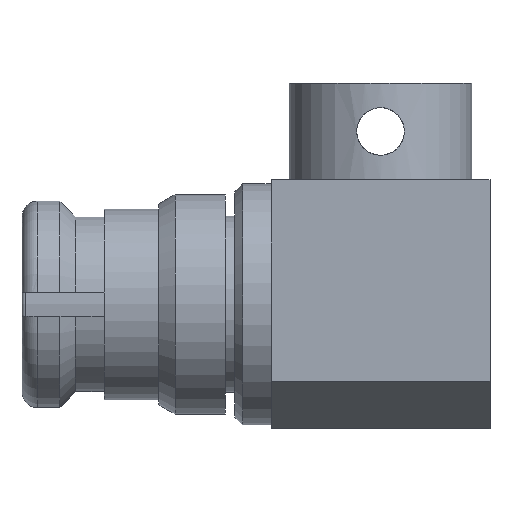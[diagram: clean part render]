
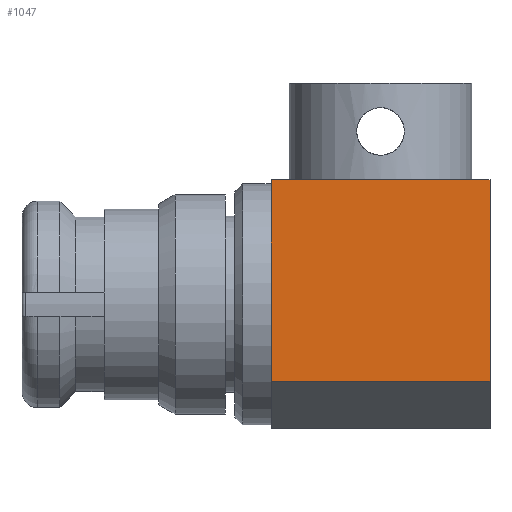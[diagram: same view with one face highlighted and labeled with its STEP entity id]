
A CAD part, front view. The second image highlights one B-rep face of the part: STEP entity #1047.
In plain terms, the highlighted planar face has unit normal (0, -1, 0).
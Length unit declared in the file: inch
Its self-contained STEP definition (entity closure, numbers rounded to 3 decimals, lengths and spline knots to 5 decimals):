
#78 = LINE ( 'NONE', #606, #145 ) ;
#145 = VECTOR ( 'NONE', #1202, 39.37008 ) ;
#403 = VERTEX_POINT ( 'NONE', #1713 ) ;
#442 = PLANE ( 'NONE',  #2587 ) ;
#466 = LINE ( 'NONE', #2521, #500 ) ;
#500 = VECTOR ( 'NONE', #1851, 39.37008 ) ;
#518 = CARTESIAN_POINT ( 'NONE',  ( 0.295, -0.0785, 0.0785 ) ) ;
#571 = VERTEX_POINT ( 'NONE', #1528 ) ;
#586 = EDGE_CURVE ( 'NONE', #403, #571, #925, .T. ) ;
#606 = CARTESIAN_POINT ( 'NONE',  ( 0.295, -0.0785, 0.0785 ) ) ;
#739 = EDGE_CURVE ( 'NONE', #2479, #2179, #78, .T. ) ;
#826 = ORIENTED_EDGE ( 'NONE', *, *, #586, .T. ) ;
#925 = LINE ( 'NONE', #2012, #2214 ) ;
#954 = ORIENTED_EDGE ( 'NONE', *, *, #739, .T. ) ;
#1047 = ADVANCED_FACE ( 'NONE', ( #1870 ), #442, .F. ) ;
#1078 = CARTESIAN_POINT ( 'NONE',  ( 0.295, -0.0785, 0.0785 ) ) ;
#1143 = CARTESIAN_POINT ( 'NONE',  ( 0.295, -0.0785, 0.0785 ) ) ;
#1202 = DIRECTION ( 'NONE',  ( -1., 0., 0. ) ) ;
#1496 = DIRECTION ( 'NONE',  ( 0., 0., 1. ) ) ;
#1528 = CARTESIAN_POINT ( 'NONE',  ( 0.295, -0.0785, -0.0485 ) ) ;
#1549 = EDGE_CURVE ( 'NONE', #2479, #571, #2684, .T. ) ;
#1575 = DIRECTION ( 'NONE',  ( 1., 0., 0. ) ) ;
#1713 = CARTESIAN_POINT ( 'NONE',  ( 0.157, -0.0785, -0.0485 ) ) ;
#1720 = VECTOR ( 'NONE', #1955, 39.37008 ) ;
#1851 = DIRECTION ( 'NONE',  ( 0., 0., -1. ) ) ;
#1870 = FACE_OUTER_BOUND ( 'NONE', #2146, .T. ) ;
#1955 = DIRECTION ( 'NONE',  ( 0., 0., -1. ) ) ;
#2012 = CARTESIAN_POINT ( 'NONE',  ( 0.295, -0.0785, -0.0485 ) ) ;
#2146 = EDGE_LOOP ( 'NONE', ( #2169, #826, #2706, #954 ) ) ;
#2169 = ORIENTED_EDGE ( 'NONE', *, *, #2668, .T. ) ;
#2179 = VERTEX_POINT ( 'NONE', #2686 ) ;
#2214 = VECTOR ( 'NONE', #1575, 39.37008 ) ;
#2479 = VERTEX_POINT ( 'NONE', #1143 ) ;
#2521 = CARTESIAN_POINT ( 'NONE',  ( 0.157, -0.0785, 0.0785 ) ) ;
#2554 = DIRECTION ( 'NONE',  ( 0., 1., 0. ) ) ;
#2587 = AXIS2_PLACEMENT_3D ( 'NONE', #1078, #2554, #1496 ) ;
#2668 = EDGE_CURVE ( 'NONE', #2179, #403, #466, .T. ) ;
#2684 = LINE ( 'NONE', #518, #1720 ) ;
#2686 = CARTESIAN_POINT ( 'NONE',  ( 0.157, -0.0785, 0.0785 ) ) ;
#2706 = ORIENTED_EDGE ( 'NONE', *, *, #1549, .F. ) ;
